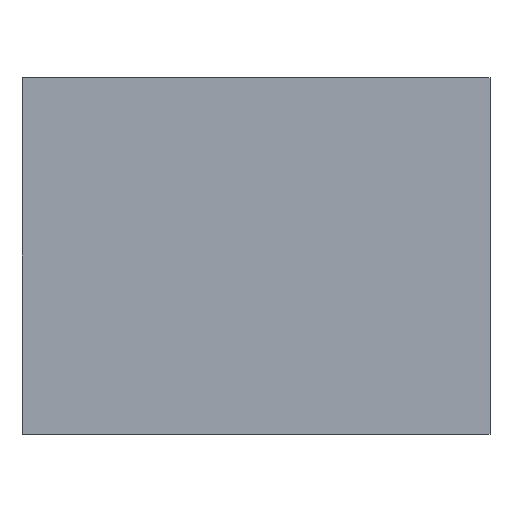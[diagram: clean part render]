
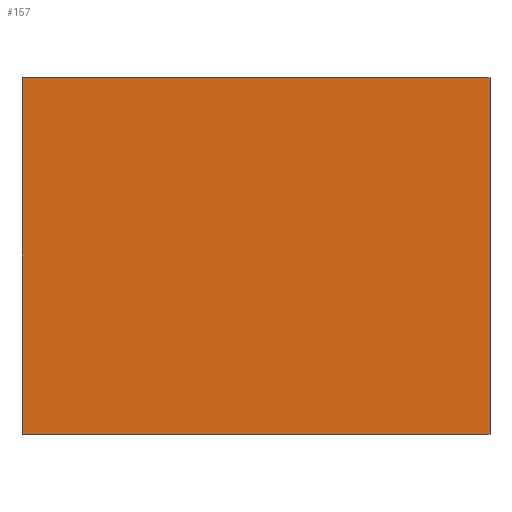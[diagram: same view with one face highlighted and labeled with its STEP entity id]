
A CAD part, front view. The second image highlights one B-rep face of the part: STEP entity #157.
In plain terms, the highlighted planar face has unit normal (0, -1, 0).
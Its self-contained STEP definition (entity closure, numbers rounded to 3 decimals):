
#157=ADVANCED_FACE('',(#916),#918,.T.);
#916=FACE_BOUND('',#917,.T.);
#917=EDGE_LOOP('',(#1552,#1553,#1554,#1555));
#918=PLANE('',#919);
#919=AXIS2_PLACEMENT_3D('',#920,#921,#922);
#920=CARTESIAN_POINT('',(0.,-13.45,-16.));
#921=DIRECTION('',(0.,-1.,0.));
#922=DIRECTION('',(0.,0.,1.));
#1552=ORIENTED_EDGE('',*,*,#1806,.T.);
#1553=ORIENTED_EDGE('',*,*,#1891,.T.);
#1554=ORIENTED_EDGE('',*,*,#1892,.F.);
#1555=ORIENTED_EDGE('',*,*,#1893,.F.);
#1806=EDGE_CURVE('',#1989,#1987,#1990,.T.);
#1891=EDGE_CURVE('',#1987,#2146,#2148,.T.);
#1892=EDGE_CURVE('',#2149,#2146,#2150,.T.);
#1893=EDGE_CURVE('',#1989,#2149,#2151,.T.);
#1987=VERTEX_POINT('',#2297);
#1989=VERTEX_POINT('',#2301);
#1990=LINE('',#2302,#2303);
#2146=VERTEX_POINT('',#2646);
#2148=LINE('',#2650,#2651);
#2149=VERTEX_POINT('',#2653);
#2150=LINE('',#2654,#2655);
#2151=LINE('',#2657,#2658);
#2297=CARTESIAN_POINT('',(0.,-13.45,0.));
#2301=CARTESIAN_POINT('',(0.,-13.45,-16.));
#2302=CARTESIAN_POINT('',(0.,-13.45,-16.));
#2303=VECTOR('',#2304,1.);
#2304=DIRECTION('',(0.,0.,1.));
#2646=CARTESIAN_POINT('',(-21.,-13.45,0.));
#2650=CARTESIAN_POINT('',(0.,-13.45,0.));
#2651=VECTOR('',#2652,1.);
#2652=DIRECTION('',(-1.,0.,0.));
#2653=CARTESIAN_POINT('',(-21.,-13.45,-16.));
#2654=CARTESIAN_POINT('',(-21.,-13.45,-16.));
#2655=VECTOR('',#2656,1.);
#2656=DIRECTION('',(0.,0.,1.));
#2657=CARTESIAN_POINT('',(0.,-13.45,-16.));
#2658=VECTOR('',#2659,1.);
#2659=DIRECTION('',(-1.,0.,0.));
